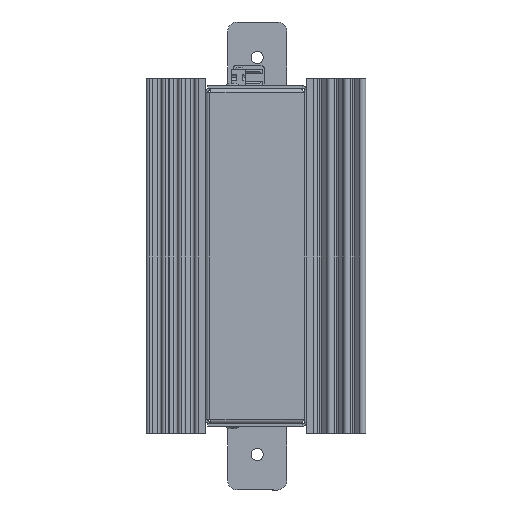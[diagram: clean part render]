
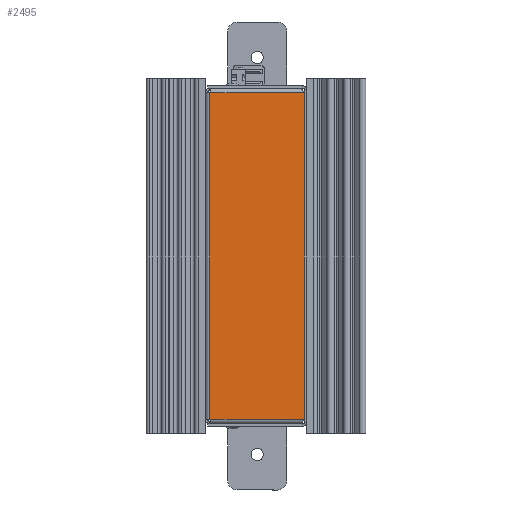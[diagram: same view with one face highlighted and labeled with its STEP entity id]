
A CAD part, left-side view. The second image highlights one B-rep face of the part: STEP entity #2495.
In plain terms, the highlighted face is planar.
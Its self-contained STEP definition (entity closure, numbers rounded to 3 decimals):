
#388 = CARTESIAN_POINT ( 'NONE',  ( 36., 41., 0. ) ) ;
#750 = DIRECTION ( 'NONE',  ( 0., -1., 0. ) ) ;
#2495 = ADVANCED_FACE ( 'NONE', ( #13966 ), #9278, .F. ) ;
#3212 = CARTESIAN_POINT ( 'NONE',  ( 36., 41., 69. ) ) ;
#4113 = VECTOR ( 'NONE', #9728, 1000. ) ;
#4456 = VERTEX_POINT ( 'NONE', #19823 ) ;
#4700 = EDGE_CURVE ( 'NONE', #4456, #15354, #9048, .T. ) ;
#4900 = VECTOR ( 'NONE', #750, 1000. ) ;
#5638 = EDGE_CURVE ( 'NONE', #18059, #15980, #19489, .T. ) ;
#7653 = DIRECTION ( 'NONE',  ( 0., 0., 1. ) ) ;
#7969 = VECTOR ( 'NONE', #7653, 1000. ) ;
#9048 = LINE ( 'NONE', #388, #7969 ) ;
#9261 = CARTESIAN_POINT ( 'NONE',  ( 36., 41., 69. ) ) ;
#9278 = PLANE ( 'NONE',  #17345 ) ;
#9567 = ORIENTED_EDGE ( 'NONE', *, *, #11989, .T. ) ;
#9728 = DIRECTION ( 'NONE',  ( 0., 1., 0. ) ) ;
#10956 = DIRECTION ( 'NONE',  ( 0., 0., 1. ) ) ;
#11032 = DIRECTION ( 'NONE',  ( 0., -1., 0. ) ) ;
#11465 = CARTESIAN_POINT ( 'NONE',  ( 36., 1., -69. ) ) ;
#11601 = ORIENTED_EDGE ( 'NONE', *, *, #4700, .T. ) ;
#11989 = EDGE_CURVE ( 'NONE', #18059, #4456, #16785, .T. ) ;
#13675 = CARTESIAN_POINT ( 'NONE',  ( 36., 1., 69. ) ) ;
#13966 = FACE_OUTER_BOUND ( 'NONE', #16158, .T. ) ;
#14082 = LINE ( 'NONE', #9261, #4900 ) ;
#14345 = CARTESIAN_POINT ( 'NONE',  ( 36., 1., 71. ) ) ;
#14527 = ORIENTED_EDGE ( 'NONE', *, *, #19889, .T. ) ;
#14926 = VECTOR ( 'NONE', #10956, 1000. ) ;
#15354 = VERTEX_POINT ( 'NONE', #3212 ) ;
#15980 = VERTEX_POINT ( 'NONE', #13675 ) ;
#16158 = EDGE_LOOP ( 'NONE', ( #14527, #22153, #9567, #11601 ) ) ;
#16785 = LINE ( 'NONE', #11465, #4113 ) ;
#17345 = AXIS2_PLACEMENT_3D ( 'NONE', #19574, #21294, #11032 ) ;
#18059 = VERTEX_POINT ( 'NONE', #19651 ) ;
#19489 = LINE ( 'NONE', #14345, #14926 ) ;
#19574 = CARTESIAN_POINT ( 'NONE',  ( 36., 0., 0. ) ) ;
#19651 = CARTESIAN_POINT ( 'NONE',  ( 36., 1., -69. ) ) ;
#19823 = CARTESIAN_POINT ( 'NONE',  ( 36., 41., -69. ) ) ;
#19889 = EDGE_CURVE ( 'NONE', #15354, #15980, #14082, .T. ) ;
#21294 = DIRECTION ( 'NONE',  ( -1., 0., 0. ) ) ;
#22153 = ORIENTED_EDGE ( 'NONE', *, *, #5638, .F. ) ;
